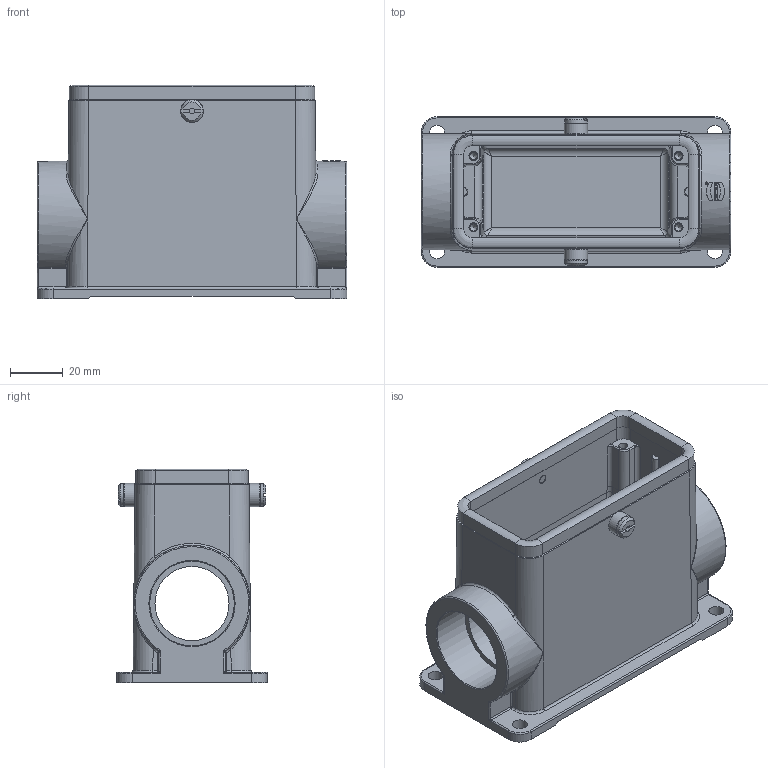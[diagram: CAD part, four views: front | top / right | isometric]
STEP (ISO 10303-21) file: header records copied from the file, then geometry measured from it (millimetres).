
FILE_DESCRIPTION(/* description */ (''),/* implementation_level */ '2;1');
FILE_NAME(/* name */ '100095199ugm000_d.stp',/* time_stamp */ '2017-11-06T09:10:21+01:00',/* author */ (''),/* organization */ (''),/* preprocessor_version */ 'ST-DEVELOPER v16',/* originating_system */ 'SIEMENS PLM Software NX 10.0',/* authorisation */ '');
FILE_SCHEMA (('AUTOMOTIVE_DESIGN { 1 0 10303 214 3 1 1 1 }'));
Length unit declared in the file: millimetre
Products named in the file (1): 100095199ugm000_d
Bounding box: 117 x 57 x 80.8 mm (x, y, z)
Volume: 138515.9 mm3; surface area: 57235.8 mm2
Topology: 1 solids, 1 shells, 430 faces, 1711 edges, 1924 vertices
Faces by surface type: plane 151, cylinder 148, bspline 90, cone 25, torus 16
Full cylindrical faces by diameter (mm): 0.77 x1, 2.2 x2, 3 x4, 3.2 x1, 3.3 x2, 5.37 x4, 5.6 x4, 8.5 x2, 8.8 x2, 28 x2, 32 x2
Entity records: 23905 total; most frequent: CARTESIAN_POINT 7773, ORIENTED_EDGE 2002, DIRECTION 1993, PRESENTATION_STYLE_ASSIGNMENT 1055, EDGE_CURVE 1001, AXIS2_PLACEMENT_3D 707, B_SPLINE_CURVE_WITH_KNOTS 676, VERTEX_POINT 656
